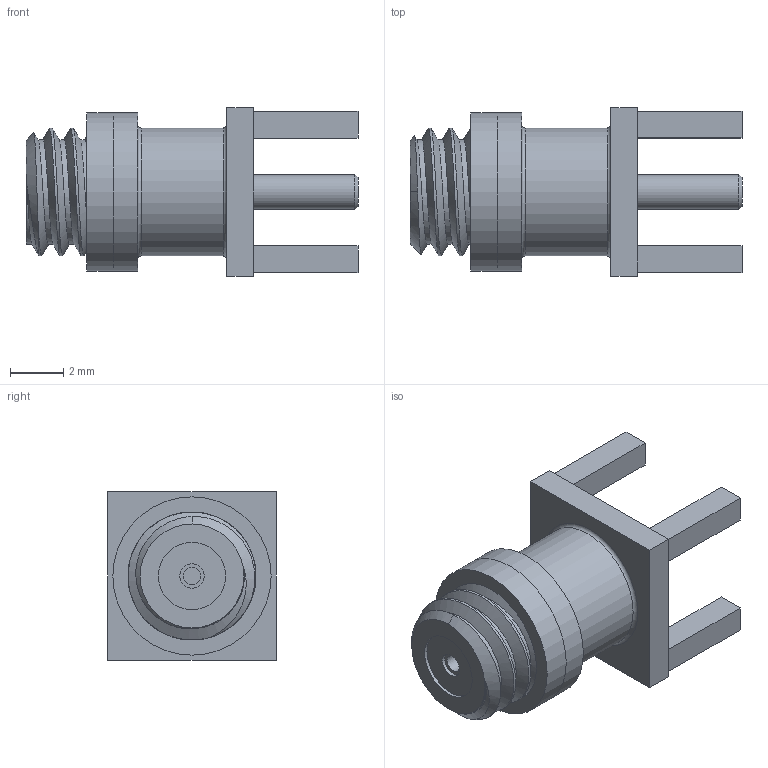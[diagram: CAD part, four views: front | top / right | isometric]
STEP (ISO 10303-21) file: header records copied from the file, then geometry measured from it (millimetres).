
FILE_DESCRIPTION (( 'STEP AP203' ), '1' );
FILE_NAME ('PE44359_3D.step', '2021-04-02T18:21:55', ( '' ), ( '' ), 'SwSTEP 2.0', 'SolidWorks 2020', '' );
FILE_SCHEMA (( 'CONFIG_CONTROL_DESIGN' ));
Length unit declared in the file: inch
Products named in the file (1): PE44359_3D
Bounding box: 12.52 x 6.35 x 6.35 mm (x, y, z)
Volume: 204.8 mm3; surface area: 413.3 mm2
Topology: 2 solids, 2 shells, 56 faces, 114 edges, 74 vertices
Faces by surface type: plane 37, cylinder 10, bspline 4, cone 3, torus 2
Full cylindrical faces by diameter (mm): 0.66 x1, 0.914 x1, 1.321 x1, 2.54 x2, 4.826 x2, 5.969 x2
Entity records: 2899 total; most frequent: CARTESIAN_POINT 1702, DIRECTION 221, ORIENTED_EDGE 204, EDGE_CURVE 102, EDGE_LOOP 82, AXIS2_PLACEMENT_3D 79, VERTEX_POINT 74, FACE_OUTER_BOUND 67
